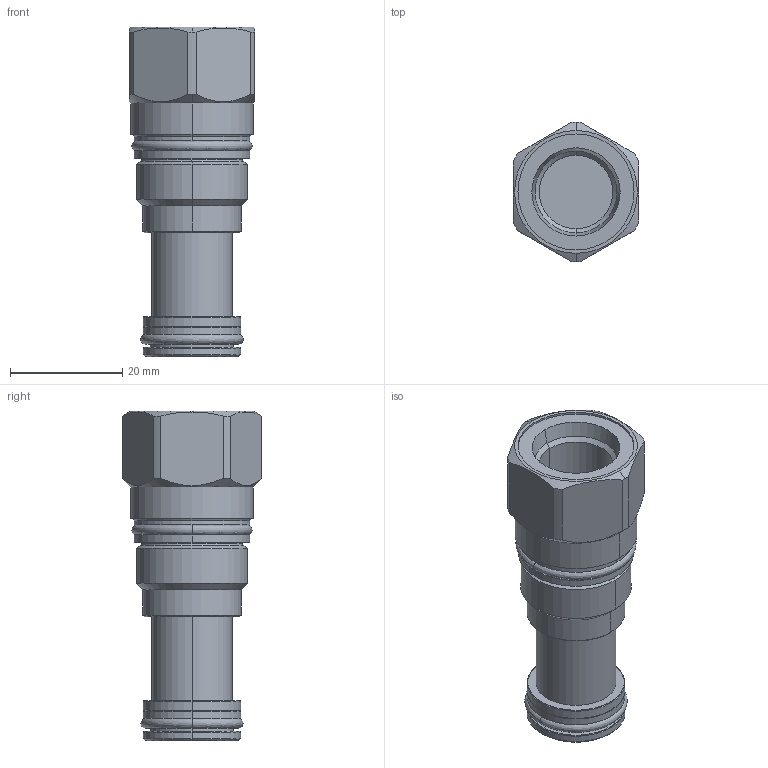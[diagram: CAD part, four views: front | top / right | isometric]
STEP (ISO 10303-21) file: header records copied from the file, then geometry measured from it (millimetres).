
FILE_DESCRIPTION((''),'2;1');
FILE_NAME('XFCAE-XN_PRT','2011-12-20T',('Administrator'),(''),'PRO/ENGINEER BY PARAMETRIC TECHNOLOGY CORPORATION, 2006240','PRO/ENGINEER BY PARAMETRIC TECHNOLOGY CORPORATION, 2006240','');
FILE_SCHEMA(('CONFIG_CONTROL_DESIGN'));
Length unit declared in the file: inch
Products named in the file (1): XFCAE-XN_PRT
Bounding box: 22.23 x 24.84 x 58.62 mm (x, y, z)
Volume: 14512.6 mm3; surface area: 6107.1 mm2
Topology: 3 solids, 4 shells, 100 faces, 216 edges, 130 vertices
Faces by surface type: cylinder 36, cone 24, plane 20, torus 12, revolution 8
Entity records: 3316 total; most frequent: CARTESIAN_POINT 1046, DIRECTION 502, ORIENTED_EDGE 432, EDGE_CURVE 216, AXIS2_PLACEMENT_3D 214, VERTEX_POINT 130, CIRCLE 122, EDGE_LOOP 112
